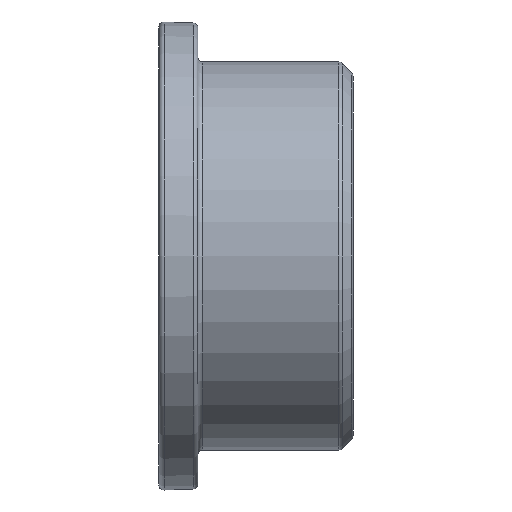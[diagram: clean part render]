
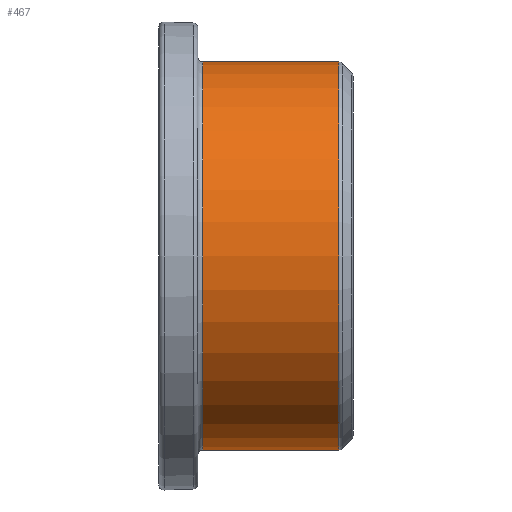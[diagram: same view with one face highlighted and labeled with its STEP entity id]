
A CAD part, left-side view. The second image highlights one B-rep face of the part: STEP entity #467.
In plain terms, the highlighted cylindrical face has radius 7.938 mm (diameter 15.875 mm), a partial arc.
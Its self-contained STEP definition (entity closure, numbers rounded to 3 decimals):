
#39 = CARTESIAN_POINT ( 'NONE',  ( 0., 0., 7.938 ) ) ;
#87 = AXIS2_PLACEMENT_3D ( 'NONE', #874, #458, #446 ) ;
#96 = DIRECTION ( 'NONE',  ( 0., -1., 0. ) ) ;
#97 = CARTESIAN_POINT ( 'NONE',  ( 0., 0., 0. ) ) ;
#107 = LINE ( 'NONE', #39, #677 ) ;
#110 = DIRECTION ( 'NONE',  ( 0., -1., 0. ) ) ;
#118 = CARTESIAN_POINT ( 'NONE',  ( 0., 6.15, -7.938 ) ) ;
#123 = ORIENTED_EDGE ( 'NONE', *, *, #834, .T. ) ;
#126 = AXIS2_PLACEMENT_3D ( 'NONE', #274, #154, #350 ) ;
#135 = EDGE_LOOP ( 'NONE', ( #295, #226, #432, #123 ) ) ;
#154 = DIRECTION ( 'NONE',  ( 0., -1., 0. ) ) ;
#205 = CIRCLE ( 'NONE', #87, 7.938 ) ;
#213 = VERTEX_POINT ( 'NONE', #755 ) ;
#216 = VERTEX_POINT ( 'NONE', #118 ) ;
#226 = ORIENTED_EDGE ( 'NONE', *, *, #685, .T. ) ;
#267 = EDGE_CURVE ( 'NONE', #796, #845, #107, .T. ) ;
#274 = CARTESIAN_POINT ( 'NONE',  ( 0., 6.15, 0. ) ) ;
#286 = VECTOR ( 'NONE', #96, 1000. ) ;
#295 = ORIENTED_EDGE ( 'NONE', *, *, #267, .F. ) ;
#313 = EDGE_CURVE ( 'NONE', #216, #213, #529, .T. ) ;
#341 = CIRCLE ( 'NONE', #126, 7.938 ) ;
#350 = DIRECTION ( 'NONE',  ( 0., 0., -1. ) ) ;
#388 = DIRECTION ( 'NONE',  ( 0., -1., 0. ) ) ;
#429 = FACE_OUTER_BOUND ( 'NONE', #135, .T. ) ;
#432 = ORIENTED_EDGE ( 'NONE', *, *, #313, .T. ) ;
#446 = DIRECTION ( 'NONE',  ( 0., 0., -1. ) ) ;
#458 = DIRECTION ( 'NONE',  ( 0., 1., 0. ) ) ;
#467 = ADVANCED_FACE ( 'NONE', ( #429 ), #708, .T. ) ;
#525 = CARTESIAN_POINT ( 'NONE',  ( 0., 6.15, 7.938 ) ) ;
#529 = LINE ( 'NONE', #807, #286 ) ;
#672 = AXIS2_PLACEMENT_3D ( 'NONE', #97, #388, #808 ) ;
#677 = VECTOR ( 'NONE', #110, 1000. ) ;
#685 = EDGE_CURVE ( 'NONE', #796, #216, #341, .T. ) ;
#708 = CYLINDRICAL_SURFACE ( 'NONE', #672, 7.938 ) ;
#734 = CARTESIAN_POINT ( 'NONE',  ( 0., 0.583, 7.938 ) ) ;
#755 = CARTESIAN_POINT ( 'NONE',  ( 0., 0.583, -7.938 ) ) ;
#796 = VERTEX_POINT ( 'NONE', #525 ) ;
#807 = CARTESIAN_POINT ( 'NONE',  ( 0., 0., -7.938 ) ) ;
#808 = DIRECTION ( 'NONE',  ( 0., 0., -1. ) ) ;
#834 = EDGE_CURVE ( 'NONE', #213, #845, #205, .T. ) ;
#845 = VERTEX_POINT ( 'NONE', #734 ) ;
#874 = CARTESIAN_POINT ( 'NONE',  ( 0., 0.583, 0. ) ) ;
